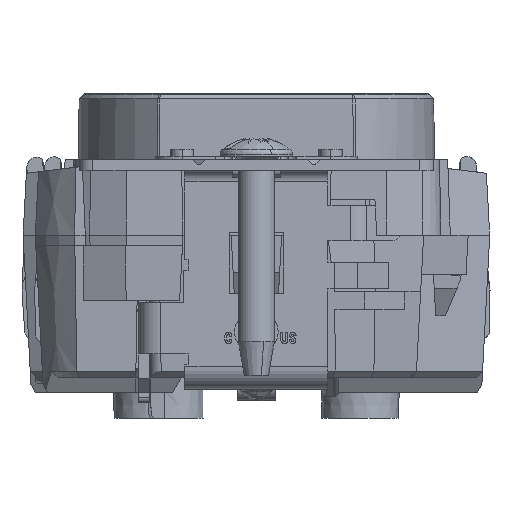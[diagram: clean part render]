
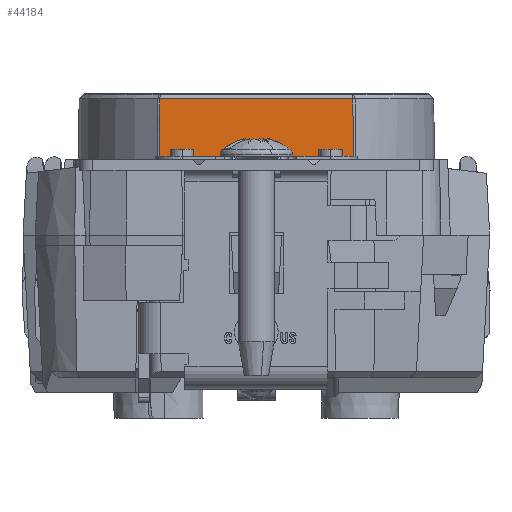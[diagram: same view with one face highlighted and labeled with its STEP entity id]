
A CAD part, front view. The second image highlights one B-rep face of the part: STEP entity #44184.
In plain terms, the highlighted planar face has unit normal (0, -1, 0.018).
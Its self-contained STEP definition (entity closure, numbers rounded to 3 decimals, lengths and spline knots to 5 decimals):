
#3616 = CARTESIAN_POINT ( 'NONE',  ( -0.35829, -1.31487, 0.95941 ) ) ;
#7437 = CARTESIAN_POINT ( 'NONE',  ( 0., -1.3175, 0.809 ) ) ;
#12705 = LINE ( 'NONE', #42810, #83460 ) ;
#12957 = CARTESIAN_POINT ( 'NONE',  ( -0.3581, -1.31422, 0.99703 ) ) ;
#13221 = CARTESIAN_POINT ( 'NONE',  ( 0.35909, -1.3175, 0.809 ) ) ;
#15117 = CARTESIAN_POINT ( 'NONE',  ( 0.3579, -1.31356, 1.03465 ) ) ;
#16002 = CARTESIAN_POINT ( 'NONE',  ( 0.35829, -1.31487, 0.95941 ) ) ;
#16136 = DIRECTION ( 'NONE',  ( 0., -0.017, -1. ) ) ;
#17838 = CARTESIAN_POINT ( 'NONE',  ( 0.27761, -1.3175, 0.809 ) ) ;
#21810 = VERTEX_POINT ( 'NONE', #17838 ) ;
#22057 = DIRECTION ( 'NONE',  ( 1., 0., 0. ) ) ;
#22152 = ORIENTED_EDGE ( 'NONE', *, *, #71031, .T. ) ;
#22248 = CARTESIAN_POINT ( 'NONE',  ( -0.36233, -1.31356, 1.03465 ) ) ;
#22914 = DIRECTION ( 'NONE',  ( -1., 0., 0. ) ) ;
#24296 = CARTESIAN_POINT ( 'NONE',  ( -0.35909, -1.3175, 0.809 ) ) ;
#30261 = EDGE_CURVE ( 'NONE', #55833, #124413, #128470, .T. ) ;
#30702 = ORIENTED_EDGE ( 'NONE', *, *, #30261, .T. ) ;
#31691 = CARTESIAN_POINT ( 'NONE',  ( -0.35889, -1.31684, 0.8466 ) ) ;
#31701 = VERTEX_POINT ( 'NONE', #44194 ) ;
#34165 = EDGE_LOOP ( 'NONE', ( #116386, #22152, #55400, #67522, #34370, #30702 ) ) ;
#34370 = ORIENTED_EDGE ( 'NONE', *, *, #78974, .T. ) ;
#34976 = LINE ( 'NONE', #22248, #112097 ) ;
#39356 = DIRECTION ( 'NONE',  ( 1., 0., 0. ) ) ;
#40449 = VECTOR ( 'NONE', #117379, 39.37008 ) ;
#41827 = CARTESIAN_POINT ( 'NONE',  ( 0.3579, -1.31356, 1.03465 ) ) ;
#42810 = CARTESIAN_POINT ( 'NONE',  ( 0., -1.3175, 0.809 ) ) ;
#43857 = CARTESIAN_POINT ( 'NONE',  ( -0.35909, -1.3175, 0.809 ) ) ;
#44184 = ADVANCED_FACE ( 'NONE', ( #99115 ), #78983, .T. ) ;
#44194 = CARTESIAN_POINT ( 'NONE',  ( -0.27761, -1.3175, 0.809 ) ) ;
#44391 = CARTESIAN_POINT ( 'NONE',  ( -0.35849, -1.31553, 0.9218 ) ) ;
#47495 = EDGE_CURVE ( 'NONE', #106590, #31701, #12705, .T. ) ;
#51178 = CARTESIAN_POINT ( 'NONE',  ( 0.35909, -1.3175, 0.809 ) ) ;
#54650 = B_SPLINE_CURVE_WITH_KNOTS ( 'NONE', 3,
 ( #125395, #12957, #3616, #44391, #85215, #31691, #24296 ),
 .UNSPECIFIED., .F., .F.,
 ( 4, 3, 4 ),
 ( 0., 0.00287, 0.00573 ),
 .UNSPECIFIED. ) ;
#55202 = AXIS2_PLACEMENT_3D ( 'NONE', #7437, #87075, #16136 ) ;
#55400 = ORIENTED_EDGE ( 'NONE', *, *, #47495, .T. ) ;
#55833 = VERTEX_POINT ( 'NONE', #13221 ) ;
#56792 = CARTESIAN_POINT ( 'NONE',  ( 0.3581, -1.31422, 0.99703 ) ) ;
#59386 = LINE ( 'NONE', #131031, #103063 ) ;
#65748 = LINE ( 'NONE', #76483, #40449 ) ;
#66812 = CARTESIAN_POINT ( 'NONE',  ( 0.35869, -1.31619, 0.8842 ) ) ;
#67522 = ORIENTED_EDGE ( 'NONE', *, *, #126842, .T. ) ;
#71031 = EDGE_CURVE ( 'NONE', #79099, #106590, #54650, .T. ) ;
#76483 = CARTESIAN_POINT ( 'NONE',  ( 0., -1.3175, 0.809 ) ) ;
#78974 = EDGE_CURVE ( 'NONE', #21810, #55833, #59386, .T. ) ;
#78983 = PLANE ( 'NONE',  #55202 ) ;
#79099 = VERTEX_POINT ( 'NONE', #94179 ) ;
#83460 = VECTOR ( 'NONE', #22057, 39.37008 ) ;
#85215 = CARTESIAN_POINT ( 'NONE',  ( -0.35869, -1.31619, 0.8842 ) ) ;
#87075 = DIRECTION ( 'NONE',  ( 0., -1., 0.017 ) ) ;
#92046 = CARTESIAN_POINT ( 'NONE',  ( 0.35889, -1.31684, 0.8466 ) ) ;
#94179 = CARTESIAN_POINT ( 'NONE',  ( -0.3579, -1.31356, 1.03465 ) ) ;
#99115 = FACE_OUTER_BOUND ( 'NONE', #34165, .T. ) ;
#101345 = EDGE_CURVE ( 'NONE', #124413, #79099, #34976, .T. ) ;
#103063 = VECTOR ( 'NONE', #39356, 39.37008 ) ;
#106590 = VERTEX_POINT ( 'NONE', #43857 ) ;
#107711 = CARTESIAN_POINT ( 'NONE',  ( 0.35849, -1.31553, 0.9218 ) ) ;
#112097 = VECTOR ( 'NONE', #22914, 39.37008 ) ;
#116386 = ORIENTED_EDGE ( 'NONE', *, *, #101345, .T. ) ;
#117379 = DIRECTION ( 'NONE',  ( 1., 0., 0. ) ) ;
#124413 = VERTEX_POINT ( 'NONE', #15117 ) ;
#125395 = CARTESIAN_POINT ( 'NONE',  ( -0.3579, -1.31356, 1.03465 ) ) ;
#126842 = EDGE_CURVE ( 'NONE', #31701, #21810, #65748, .T. ) ;
#128470 = B_SPLINE_CURVE_WITH_KNOTS ( 'NONE', 3,
 ( #51178, #92046, #66812, #107711, #16002, #56792, #41827 ),
 .UNSPECIFIED., .F., .F.,
 ( 4, 3, 4 ),
 ( 0., 0.00287, 0.00573 ),
 .UNSPECIFIED. ) ;
#131031 = CARTESIAN_POINT ( 'NONE',  ( 0., -1.3175, 0.809 ) ) ;
